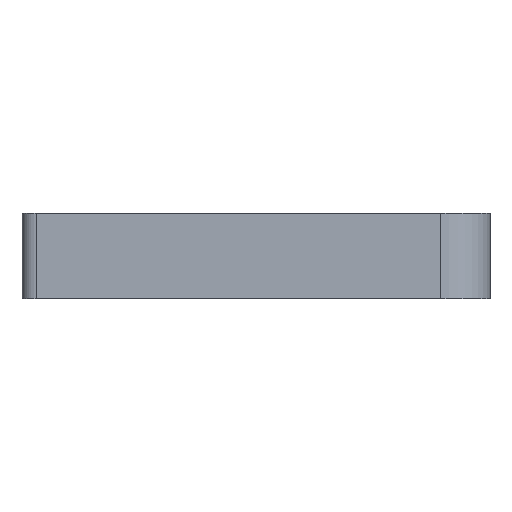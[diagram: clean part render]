
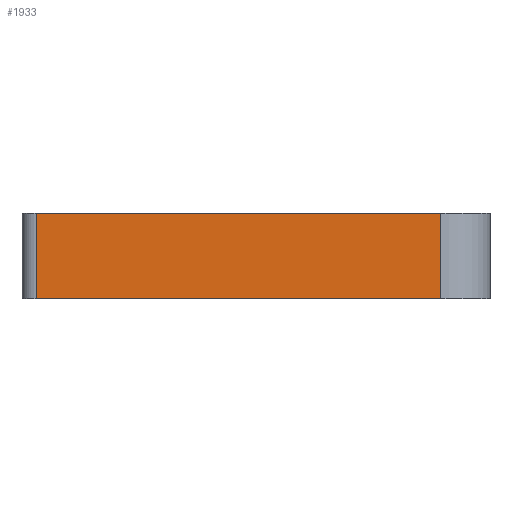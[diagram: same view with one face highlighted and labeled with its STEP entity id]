
A CAD part, left-side view. The second image highlights one B-rep face of the part: STEP entity #1933.
In plain terms, the highlighted planar face has unit normal (-1, 0, 0).
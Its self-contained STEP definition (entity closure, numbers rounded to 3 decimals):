
#30 = PLANE ( 'NONE',  #1390 ) ;
#35 = EDGE_CURVE ( 'NONE', #2541, #2059, #87, .T. ) ;
#38 = ORIENTED_EDGE ( 'NONE', *, *, #35, .F. ) ;
#50 = EDGE_LOOP ( 'NONE', ( #38, #1747, #2167, #2180 ) ) ;
#87 = LINE ( 'NONE', #498, #765 ) ;
#286 = VERTEX_POINT ( 'NONE', #2383 ) ;
#300 = CARTESIAN_POINT ( 'NONE',  ( -73.5, 69., 27. ) ) ;
#321 = CARTESIAN_POINT ( 'NONE',  ( -73.5, 69., 0. ) ) ;
#331 = VERTEX_POINT ( 'NONE', #300 ) ;
#379 = CARTESIAN_POINT ( 'NONE',  ( -73.5, -58., 27. ) ) ;
#478 = EDGE_CURVE ( 'NONE', #286, #2541, #1291, .T. ) ;
#480 = FACE_OUTER_BOUND ( 'NONE', #50, .T. ) ;
#498 = CARTESIAN_POINT ( 'NONE',  ( -73.5, -58., 0. ) ) ;
#595 = DIRECTION ( 'NONE',  ( 0., 0., -1. ) ) ;
#654 = LINE ( 'NONE', #1928, #2693 ) ;
#690 = DIRECTION ( 'NONE',  ( -1., 0., 0. ) ) ;
#724 = VECTOR ( 'NONE', #595, 1000. ) ;
#765 = VECTOR ( 'NONE', #937, 1000. ) ;
#804 = LINE ( 'NONE', #1906, #2635 ) ;
#937 = DIRECTION ( 'NONE',  ( 0., 1., 0. ) ) ;
#1226 = EDGE_CURVE ( 'NONE', #286, #331, #654, .T. ) ;
#1291 = LINE ( 'NONE', #379, #724 ) ;
#1390 = AXIS2_PLACEMENT_3D ( 'NONE', #2609, #690, #1561 ) ;
#1540 = EDGE_CURVE ( 'NONE', #331, #2059, #804, .T. ) ;
#1561 = DIRECTION ( 'NONE',  ( 0., 0., 1. ) ) ;
#1663 = DIRECTION ( 'NONE',  ( 0., 0., -1. ) ) ;
#1747 = ORIENTED_EDGE ( 'NONE', *, *, #478, .F. ) ;
#1906 = CARTESIAN_POINT ( 'NONE',  ( -73.5, 69., 27. ) ) ;
#1928 = CARTESIAN_POINT ( 'NONE',  ( -73.5, -58., 27. ) ) ;
#1933 = ADVANCED_FACE ( 'NONE', ( #480 ), #30, .T. ) ;
#2059 = VERTEX_POINT ( 'NONE', #321 ) ;
#2079 = CARTESIAN_POINT ( 'NONE',  ( -73.5, -58., 0. ) ) ;
#2167 = ORIENTED_EDGE ( 'NONE', *, *, #1226, .T. ) ;
#2180 = ORIENTED_EDGE ( 'NONE', *, *, #1540, .T. ) ;
#2359 = DIRECTION ( 'NONE',  ( 0., 1., 0. ) ) ;
#2383 = CARTESIAN_POINT ( 'NONE',  ( -73.5, -58., 27. ) ) ;
#2541 = VERTEX_POINT ( 'NONE', #2079 ) ;
#2609 = CARTESIAN_POINT ( 'NONE',  ( -73.5, -58., 27. ) ) ;
#2635 = VECTOR ( 'NONE', #1663, 1000. ) ;
#2693 = VECTOR ( 'NONE', #2359, 1000. ) ;
